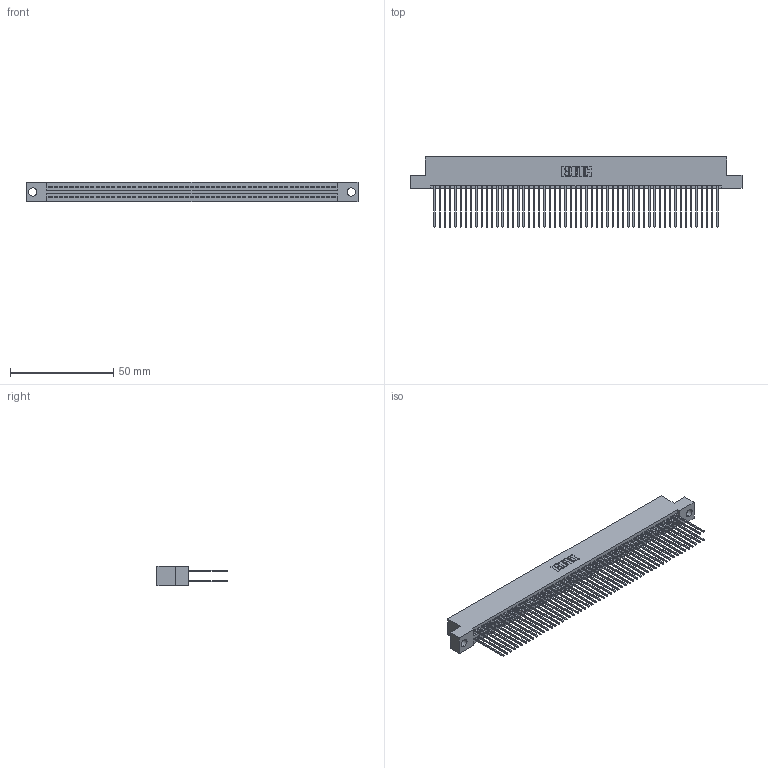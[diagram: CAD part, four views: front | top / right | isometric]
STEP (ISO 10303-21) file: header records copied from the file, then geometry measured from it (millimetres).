
FILE_DESCRIPTION (( 'STEP AP203' ), '1' );
FILE_NAME ('345-110-541-204.STEP', '2021-05-21T15:09:40', ( '' ), ( '' ), 'SwSTEP 2.0', 'SolidWorks 2020', '' );
FILE_SCHEMA (( 'CONFIG_CONTROL_DESIGN' ));
Length unit declared in the file: inch
Products named in the file (3): 345 Part_Flush Mounting Lugs - 0.156 Dia-TI; 345-292-001_345-293-141; 345-110-541-204
Assembly tree (111 placements, depth 2):
  345-110-541-204
    345 Part_Flush Mounting Lugs - 0.156 Dia-TI
    345-292-001_345-293-141  x110
Bounding box: 160.91 x 33.96 x 9.4 mm (x, y, z)
Volume: 16276.7 mm3; surface area: 27129.6 mm2
Topology: 111 solids, 111 shells, 5640 faces, 16767 edges, 11030 vertices
Faces by surface type: plane 3724, cylinder 1916
Entity records: 41841 total; most frequent: CARTESIAN_POINT 7006, ORIENTED_EDGE 6938, DIRECTION 6161, EDGE_CURVE 3469, LINE 3117, VECTOR 3117, VERTEX_POINT 2310, AXIS2_PLACEMENT_3D 1522
